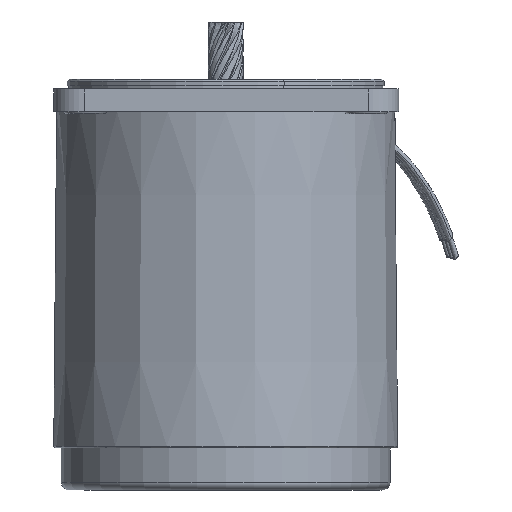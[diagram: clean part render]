
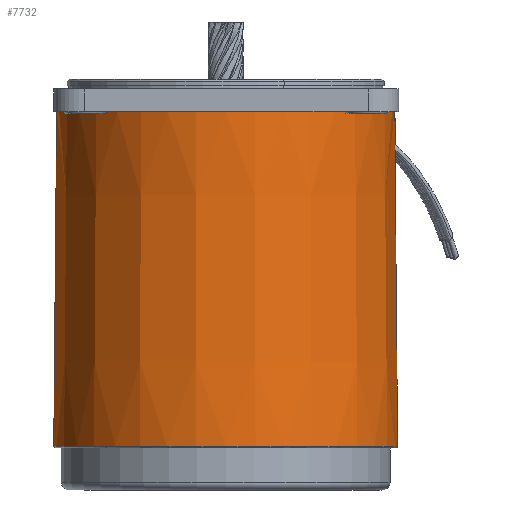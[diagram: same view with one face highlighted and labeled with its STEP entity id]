
A CAD part, left-side view. The second image highlights one B-rep face of the part: STEP entity #7732.
In plain terms, the highlighted conical face has half-angle 0.5 degrees and reference radius 45.1 mm.
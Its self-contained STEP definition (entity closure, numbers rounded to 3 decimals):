
#59 = CARTESIAN_POINT ( 'NONE',  ( 11.504, 0., -45. ) ) ;
#131 = CARTESIAN_POINT ( 'NONE',  ( 11.504, 0., 45. ) ) ;
#7660 = ORIENTED_EDGE ( 'NONE', *, *, #7832, .F. ) ;
#7683 = EDGE_LOOP ( 'NONE', ( #7709, #7846, #7849, #7660 ) ) ;
#7701 = VERTEX_POINT ( 'NONE', #15069 ) ;
#7709 = ORIENTED_EDGE ( 'NONE', *, *, #7839, .F. ) ;
#7732 = ADVANCED_FACE ( 'NONE', ( #15092 ), #15079, .T. ) ;
#7740 = VERTEX_POINT ( 'NONE', #15088 ) ;
#7832 = EDGE_CURVE ( 'NONE', #7740, #17346, #15336, .T. ) ;
#7839 = EDGE_CURVE ( 'NONE', #7701, #7740, #15320, .T. ) ;
#7846 = ORIENTED_EDGE ( 'NONE', *, *, #7865, .T. ) ;
#7849 = ORIENTED_EDGE ( 'NONE', *, *, #7851, .T. ) ;
#7851 = EDGE_CURVE ( 'NONE', #17367, #17346, #15311, .T. ) ;
#7865 = EDGE_CURVE ( 'NONE', #7701, #17367, #15365, .T. ) ;
#15069 = CARTESIAN_POINT ( 'NONE',  ( 99., 0., 44.236 ) ) ;
#15079 = CONICAL_SURFACE ( 'NONE', #15097, 45.1, 0.009 ) ;
#15082 = DIRECTION ( 'NONE',  ( 0., 0., -1. ) ) ;
#15083 = DIRECTION ( 'NONE',  ( -1., 0., 0. ) ) ;
#15088 = CARTESIAN_POINT ( 'NONE',  ( 99., 0., -44.236 ) ) ;
#15092 = FACE_OUTER_BOUND ( 'NONE', #7683, .T. ) ;
#15097 = AXIS2_PLACEMENT_3D ( 'NONE', #15100, #15083, #15082 ) ;
#15100 = CARTESIAN_POINT ( 'NONE',  ( 0., 0., 0. ) ) ;
#15311 = CIRCLE ( 'NONE', #15315, 45. ) ;
#15312 = AXIS2_PLACEMENT_3D ( 'NONE', #15337, #15370, #15369 ) ;
#15315 = AXIS2_PLACEMENT_3D ( 'NONE', #15319, #15363, #15362 ) ;
#15319 = CARTESIAN_POINT ( 'NONE',  ( 11.504, 0., 0. ) ) ;
#15320 = CIRCLE ( 'NONE', #15312, 44.236 ) ;
#15333 = DIRECTION ( 'NONE',  ( -1., 0., -0.009 ) ) ;
#15334 = VECTOR ( 'NONE', #15333, 1000. ) ;
#15335 = CARTESIAN_POINT ( 'NONE',  ( 0., 0., -45.1 ) ) ;
#15336 = LINE ( 'NONE', #15335, #15334 ) ;
#15337 = CARTESIAN_POINT ( 'NONE',  ( 99., 0., 0. ) ) ;
#15351 = VECTOR ( 'NONE', #15354, 1000. ) ;
#15354 = DIRECTION ( 'NONE',  ( -1., 0., 0.009 ) ) ;
#15355 = CARTESIAN_POINT ( 'NONE',  ( 0., 0., 45.1 ) ) ;
#15362 = DIRECTION ( 'NONE',  ( 0., 0., 1. ) ) ;
#15363 = DIRECTION ( 'NONE',  ( 1., 0., 0. ) ) ;
#15365 = LINE ( 'NONE', #15355, #15351 ) ;
#15369 = DIRECTION ( 'NONE',  ( 0., 0., -1. ) ) ;
#15370 = DIRECTION ( 'NONE',  ( 1., 0., 0. ) ) ;
#17346 = VERTEX_POINT ( 'NONE', #59 ) ;
#17367 = VERTEX_POINT ( 'NONE', #131 ) ;
